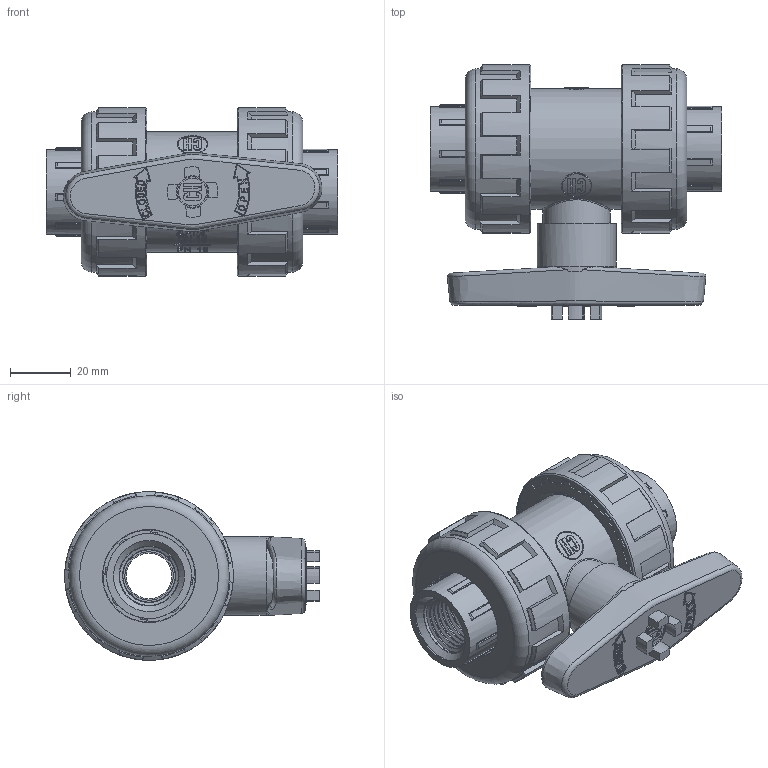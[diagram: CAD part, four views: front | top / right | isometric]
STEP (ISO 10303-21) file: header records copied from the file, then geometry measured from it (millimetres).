
FILE_DESCRIPTION( ( 'Unknown' ), '1' );
FILE_NAME( '1053020.stp', 'Unknown', ( 'Unknown' ), ( 'Unknown' ), 'PSStep 16.0.42', 'Unknown', ' ' );
FILE_SCHEMA( ( 'AUTOMOTIVE_DESIGN { 1 0 10303 214 1 1 1 1 }' ) );
Length unit declared in the file: millimetre
Products named in the file (6): Assem1; CUERPO VALVULA DE BOLA ø20; LLave de paso Export ø 20-25_Rev.2; Tuerca v_bola ø 20; manguito roscado ø20; manguito roscado ø20-oa0
Assembly tree (6 placements, depth 2):
  Assem1
    CUERPO VALVULA DE BOLA ø20
    LLave de paso Export ø 20-25_Rev.2
    Tuerca v_bola ø 20  x2
    manguito roscado ø20
    manguito roscado ø20-oa0
Bounding box: 95.99 x 83.7 x 55.45 mm (x, y, z)
Volume: 115198.4 mm3; surface area: 59499.1 mm2
Topology: 6 solids, 6 shells, 1302 faces, 3486 edges, 2285 vertices
Faces by surface type: plane 611, cylinder 337, extrusion 171, cone 70, torus 61, bspline 48, sphere 4
Full cylindrical faces by diameter (mm): 9.2 x1, 9.6 x1, 10 x2, 13.2 x1, 15 x1, 15.94 x2, 17.1 x1, 17.3 x1, 19.352 x16, 20.1 x1, 22 x1, 22.2 x1, 23.352 x2, 23.7 x1, 26 x1, 27.92 x2, 30.29 x2, 31 x1, 34.9 x2, 35 x6, 35.53 x2, 39.7 x1, 42.43 x6, 52.7 x2, 54.45 x2, 55.45 x2
Entity records: 63751 total; most frequent: CARTESIAN_POINT 28491, ORIENTED_EDGE 5722, DIRECTION 4829, EDGE_CURVE 2861, VERTEX_POINT 1909, AXIS2_PLACEMENT_3D 1644, VECTOR 1541, LINE 1370
